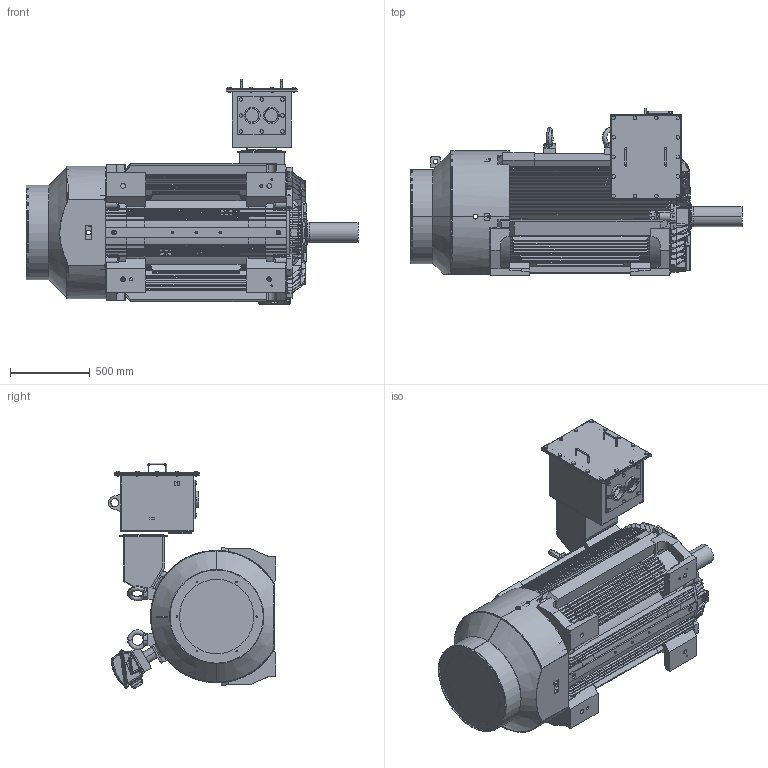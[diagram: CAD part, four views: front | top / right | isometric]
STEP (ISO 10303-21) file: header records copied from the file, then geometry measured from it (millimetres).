
FILE_DESCRIPTION (( 'STEP AP203' ), '1' );
FILE_NAME ('AEHH8B080500YD41-_01.STEP', '2023-03-09T02:03:06', ( '' ), ( '' ), 'SwSTEP 2.0', 'SolidWorks 2021', '' );
FILE_SCHEMA (( 'CONFIG_CONTROL_DESIGN' ));
Products named in the file (1): AEHH8B080500YD41-_01
Bounding box: 2077.95 x 1045.54 x 1410.9 mm (x, y, z)
Surface area: 16544551.8 mm2 (no closed solid volume)
Topology: 0 solids, 75 shells, 3044 faces, 11173 edges, 7834 vertices
Faces by surface type: plane 1231, cylinder 744, bspline 431, torus 334, cone 299, sphere 5
Entity records: 168618 total; most frequent: CARTESIAN_POINT 83008, ORIENTED_EDGE 18394, DIRECTION 14952, EDGE_CURVE 11156, VERTEX_POINT 7830, AXIS2_PLACEMENT_3D 5270, LINE 4412, VECTOR 4412
